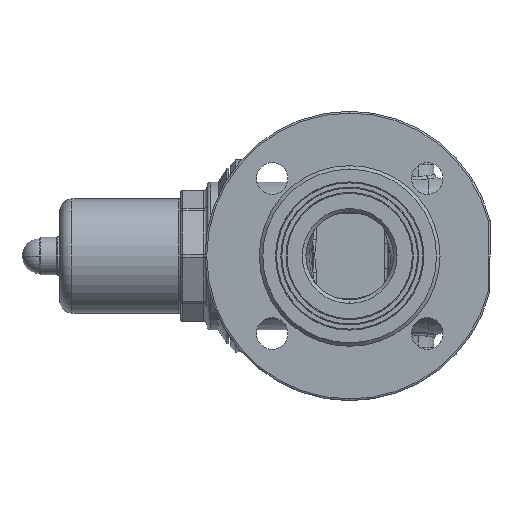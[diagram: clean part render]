
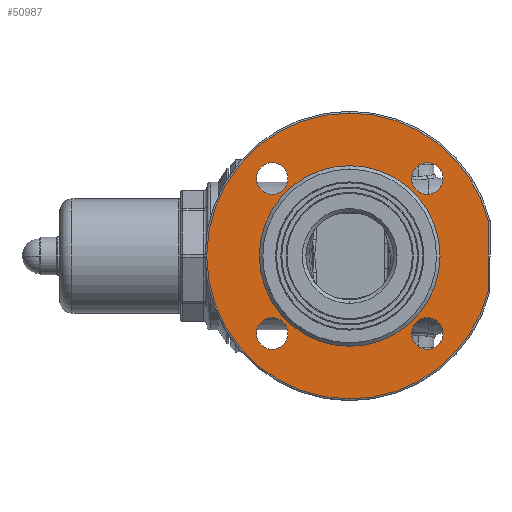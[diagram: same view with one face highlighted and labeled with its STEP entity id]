
A CAD part, left-side view. The second image highlights one B-rep face of the part: STEP entity #50987.
In plain terms, the highlighted planar face has unit normal (-1, 0, 0).
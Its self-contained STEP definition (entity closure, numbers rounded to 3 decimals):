
#415 = VERTEX_POINT ( 'NONE', #37338 ) ;
#417 = EDGE_CURVE ( 'NONE', #415, #423, #37336, .T. ) ;
#423 = VERTEX_POINT ( 'NONE', #37327 ) ;
#459 = VERTEX_POINT ( 'NONE', #37395 ) ;
#482 = EDGE_CURVE ( 'NONE', #459, #415, #37453, .T. ) ;
#545 = VERTEX_POINT ( 'NONE', #37823 ) ;
#554 = VERTEX_POINT ( 'NONE', #37820 ) ;
#570 = VERTEX_POINT ( 'NONE', #37904 ) ;
#575 = VERTEX_POINT ( 'NONE', #37896 ) ;
#693 = EDGE_CURVE ( 'NONE', #1172, #1176, #38484, .T. ) ;
#708 = VERTEX_POINT ( 'NONE', #38472 ) ;
#716 = EDGE_CURVE ( 'NONE', #575, #708, #38621, .T. ) ;
#744 = EDGE_CURVE ( 'NONE', #570, #554, #38675, .T. ) ;
#750 = VERTEX_POINT ( 'NONE', #38753 ) ;
#751 = VERTEX_POINT ( 'NONE', #38881 ) ;
#788 = EDGE_CURVE ( 'NONE', #545, #828, #39265, .T. ) ;
#828 = VERTEX_POINT ( 'NONE', #39412 ) ;
#897 = EDGE_CURVE ( 'NONE', #750, #751, #39678, .T. ) ;
#1172 = VERTEX_POINT ( 'NONE', #41892 ) ;
#1176 = VERTEX_POINT ( 'NONE', #41889 ) ;
#37263 = CARTESIAN_POINT ( 'NONE',  ( -113., 0., 0. ) ) ;
#37327 = CARTESIAN_POINT ( 'NONE',  ( -113., 0., -81.5 ) ) ;
#37331 = DIRECTION ( 'NONE',  ( 0., 0., 1. ) ) ;
#37332 = DIRECTION ( 'NONE',  ( -1., 0., 0. ) ) ;
#37335 = AXIS2_PLACEMENT_3D ( 'NONE', #37263, #37332, #37331 ) ;
#37336 = CIRCLE ( 'NONE', #37335, 81.5 ) ;
#37338 = CARTESIAN_POINT ( 'NONE',  ( -113., 0., 81.5 ) ) ;
#37395 = CARTESIAN_POINT ( 'NONE',  ( -113., -79., 20.031 ) ) ;
#37453 = CIRCLE ( 'NONE', #37629, 81.5 ) ;
#37613 = DIRECTION ( 'NONE',  ( 0., 0., 1. ) ) ;
#37615 = DIRECTION ( 'NONE',  ( -1., 0., 0. ) ) ;
#37617 = CARTESIAN_POINT ( 'NONE',  ( -113., 0., 0. ) ) ;
#37629 = AXIS2_PLACEMENT_3D ( 'NONE', #37617, #37615, #37613 ) ;
#37820 = CARTESIAN_POINT ( 'NONE',  ( -113., 44.194, 53.194 ) ) ;
#37823 = CARTESIAN_POINT ( 'NONE',  ( -113., 0., 51.5 ) ) ;
#37896 = CARTESIAN_POINT ( 'NONE',  ( -113., 44.194, -53.194 ) ) ;
#37904 = CARTESIAN_POINT ( 'NONE',  ( -113., 44.194, 35.194 ) ) ;
#38472 = CARTESIAN_POINT ( 'NONE',  ( -113., 44.194, -35.194 ) ) ;
#38480 = CARTESIAN_POINT ( 'NONE',  ( -113., -44.194, 44.194 ) ) ;
#38482 = AXIS2_PLACEMENT_3D ( 'NONE', #38480, #38635, #38633 ) ;
#38484 = CIRCLE ( 'NONE', #38482, 9. ) ;
#38591 = DIRECTION ( 'NONE',  ( 0., 0., 1. ) ) ;
#38593 = DIRECTION ( 'NONE',  ( -1., 0., 0. ) ) ;
#38594 = CARTESIAN_POINT ( 'NONE',  ( -113., 44.194, -44.194 ) ) ;
#38608 = AXIS2_PLACEMENT_3D ( 'NONE', #38594, #38593, #38591 ) ;
#38621 = CIRCLE ( 'NONE', #38608, 9. ) ;
#38633 = DIRECTION ( 'NONE',  ( 0., 0., 1. ) ) ;
#38635 = DIRECTION ( 'NONE',  ( -1., 0., 0. ) ) ;
#38656 = DIRECTION ( 'NONE',  ( 0., 0., 1. ) ) ;
#38658 = DIRECTION ( 'NONE',  ( -1., 0., 0. ) ) ;
#38660 = CARTESIAN_POINT ( 'NONE',  ( -113., 44.194, 44.194 ) ) ;
#38675 = CIRCLE ( 'NONE', #38720, 9. ) ;
#38720 = AXIS2_PLACEMENT_3D ( 'NONE', #38660, #38658, #38656 ) ;
#38753 = CARTESIAN_POINT ( 'NONE',  ( -113., -44.194, -53.194 ) ) ;
#38881 = CARTESIAN_POINT ( 'NONE',  ( -113., -44.194, -35.194 ) ) ;
#39115 = CARTESIAN_POINT ( 'NONE',  ( -113., 0., 0. ) ) ;
#39262 = DIRECTION ( 'NONE',  ( 0., 0., 1. ) ) ;
#39263 = DIRECTION ( 'NONE',  ( -1., 0., 0. ) ) ;
#39264 = AXIS2_PLACEMENT_3D ( 'NONE', #39115, #39263, #39262 ) ;
#39265 = CIRCLE ( 'NONE', #39264, 51.5 ) ;
#39412 = CARTESIAN_POINT ( 'NONE',  ( -113., 0., -51.5 ) ) ;
#39608 = CARTESIAN_POINT ( 'NONE',  ( -113., -44.194, -44.194 ) ) ;
#39636 = DIRECTION ( 'NONE',  ( 0., 0., 1. ) ) ;
#39637 = DIRECTION ( 'NONE',  ( -1., 0., 0. ) ) ;
#39671 = AXIS2_PLACEMENT_3D ( 'NONE', #39608, #39637, #39636 ) ;
#39678 = CIRCLE ( 'NONE', #39671, 9. ) ;
#41889 = CARTESIAN_POINT ( 'NONE',  ( -113., -44.194, 53.194 ) ) ;
#41892 = CARTESIAN_POINT ( 'NONE',  ( -113., -44.194, 35.194 ) ) ;
#49932 = EDGE_LOOP ( 'NONE', ( #50499, #50668 ) ) ;
#50096 = EDGE_CURVE ( 'NONE', #1176, #1172, #62608, .T. ) ;
#50238 = EDGE_LOOP ( 'NONE', ( #50287, #50509 ) ) ;
#50287 = ORIENTED_EDGE ( 'NONE', *, *, #50096, .F. ) ;
#50381 = EDGE_CURVE ( 'NONE', #554, #570, #62714, .T. ) ;
#50387 = ORIENTED_EDGE ( 'NONE', *, *, #51194, .F. ) ;
#50405 = EDGE_LOOP ( 'NONE', ( #50387, #51101 ) ) ;
#50419 = VERTEX_POINT ( 'NONE', #62724 ) ;
#50469 = ORIENTED_EDGE ( 'NONE', *, *, #50381, .F. ) ;
#50499 = ORIENTED_EDGE ( 'NONE', *, *, #51065, .F. ) ;
#50509 = ORIENTED_EDGE ( 'NONE', *, *, #693, .F. ) ;
#50534 = EDGE_LOOP ( 'NONE', ( #50469, #50581 ) ) ;
#50581 = ORIENTED_EDGE ( 'NONE', *, *, #744, .F. ) ;
#50619 = ORIENTED_EDGE ( 'NONE', *, *, #50896, .F. ) ;
#50668 = ORIENTED_EDGE ( 'NONE', *, *, #897, .F. ) ;
#50833 = EDGE_LOOP ( 'NONE', ( #50619, #50862 ) ) ;
#50862 = ORIENTED_EDGE ( 'NONE', *, *, #788, .F. ) ;
#50896 = EDGE_CURVE ( 'NONE', #828, #545, #62853, .T. ) ;
#50987 = ADVANCED_FACE ( 'NONE', ( #62847, #62851, #62880, #62859, #62866, #62912 ), #62850, .F. ) ;
#51065 = EDGE_CURVE ( 'NONE', #751, #750, #62894, .T. ) ;
#51096 = EDGE_LOOP ( 'NONE', ( #51113, #54052, #54055, #52942 ) ) ;
#51101 = ORIENTED_EDGE ( 'NONE', *, *, #716, .F. ) ;
#51111 = EDGE_CURVE ( 'NONE', #423, #50419, #62883, .T. ) ;
#51113 = ORIENTED_EDGE ( 'NONE', *, *, #482, .T. ) ;
#51194 = EDGE_CURVE ( 'NONE', #708, #575, #62980, .T. ) ;
#52942 = ORIENTED_EDGE ( 'NONE', *, *, #54031, .T. ) ;
#54031 = EDGE_CURVE ( 'NONE', #50419, #459, #64166, .T. ) ;
#54052 = ORIENTED_EDGE ( 'NONE', *, *, #417, .T. ) ;
#54055 = ORIENTED_EDGE ( 'NONE', *, *, #51111, .T. ) ;
#62597 = DIRECTION ( 'NONE',  ( 0., 0., 1. ) ) ;
#62608 = CIRCLE ( 'NONE', #62611, 9. ) ;
#62609 = DIRECTION ( 'NONE',  ( -1., 0., 0. ) ) ;
#62611 = AXIS2_PLACEMENT_3D ( 'NONE', #62619, #62609, #62597 ) ;
#62619 = CARTESIAN_POINT ( 'NONE',  ( -113., -44.194, 44.194 ) ) ;
#62665 = AXIS2_PLACEMENT_3D ( 'NONE', #62672, #62773, #62772 ) ;
#62672 = CARTESIAN_POINT ( 'NONE',  ( -113., 44.194, 44.194 ) ) ;
#62714 = CIRCLE ( 'NONE', #62665, 9. ) ;
#62724 = CARTESIAN_POINT ( 'NONE',  ( -113., -79., -20.031 ) ) ;
#62772 = DIRECTION ( 'NONE',  ( 0., 0., 1. ) ) ;
#62773 = DIRECTION ( 'NONE',  ( -1., 0., 0. ) ) ;
#62844 = DIRECTION ( 'NONE',  ( 0., 0., 1. ) ) ;
#62845 = DIRECTION ( 'NONE',  ( -1., 0., 0. ) ) ;
#62846 = CARTESIAN_POINT ( 'NONE',  ( -113., 0., 0. ) ) ;
#62847 = FACE_BOUND ( 'NONE', #50238, .T. ) ;
#62850 = PLANE ( 'NONE',  #62878 ) ;
#62851 = FACE_BOUND ( 'NONE', #50534, .T. ) ;
#62853 = CIRCLE ( 'NONE', #62858, 51.5 ) ;
#62858 = AXIS2_PLACEMENT_3D ( 'NONE', #62846, #62845, #62844 ) ;
#62859 = FACE_BOUND ( 'NONE', #49932, .T. ) ;
#62866 = FACE_BOUND ( 'NONE', #50833, .T. ) ;
#62878 = AXIS2_PLACEMENT_3D ( 'NONE', #62889, #62888, #62887 ) ;
#62880 = FACE_BOUND ( 'NONE', #50405, .T. ) ;
#62881 = DIRECTION ( 'NONE',  ( 0., 0., 1. ) ) ;
#62883 = CIRCLE ( 'NONE', #62951, 81.5 ) ;
#62887 = DIRECTION ( 'NONE',  ( 0., 0., -1. ) ) ;
#62888 = DIRECTION ( 'NONE',  ( 1., 0., 0. ) ) ;
#62889 = CARTESIAN_POINT ( 'NONE',  ( -113., 51.5, 0. ) ) ;
#62890 = CARTESIAN_POINT ( 'NONE',  ( -113., -44.194, -44.194 ) ) ;
#62894 = CIRCLE ( 'NONE', #62907, 9. ) ;
#62907 = AXIS2_PLACEMENT_3D ( 'NONE', #62890, #62908, #62881 ) ;
#62908 = DIRECTION ( 'NONE',  ( -1., 0., 0. ) ) ;
#62912 = FACE_OUTER_BOUND ( 'NONE', #51096, .T. ) ;
#62945 = DIRECTION ( 'NONE',  ( 0., 0., 1. ) ) ;
#62946 = DIRECTION ( 'NONE',  ( -1., 0., 0. ) ) ;
#62947 = CARTESIAN_POINT ( 'NONE',  ( -113., 0., 0. ) ) ;
#62951 = AXIS2_PLACEMENT_3D ( 'NONE', #62947, #62946, #62945 ) ;
#62980 = CIRCLE ( 'NONE', #63025, 9. ) ;
#63022 = DIRECTION ( 'NONE',  ( 0., 0., 1. ) ) ;
#63023 = DIRECTION ( 'NONE',  ( -1., 0., 0. ) ) ;
#63024 = CARTESIAN_POINT ( 'NONE',  ( -113., 44.194, -44.194 ) ) ;
#63025 = AXIS2_PLACEMENT_3D ( 'NONE', #63024, #63023, #63022 ) ;
#64165 = CARTESIAN_POINT ( 'NONE',  ( -113., -79., 0. ) ) ;
#64166 = LINE ( 'NONE', #64165, #64206 ) ;
#64205 = DIRECTION ( 'NONE',  ( 0., 0., 1. ) ) ;
#64206 = VECTOR ( 'NONE', #64205, 1000. ) ;
